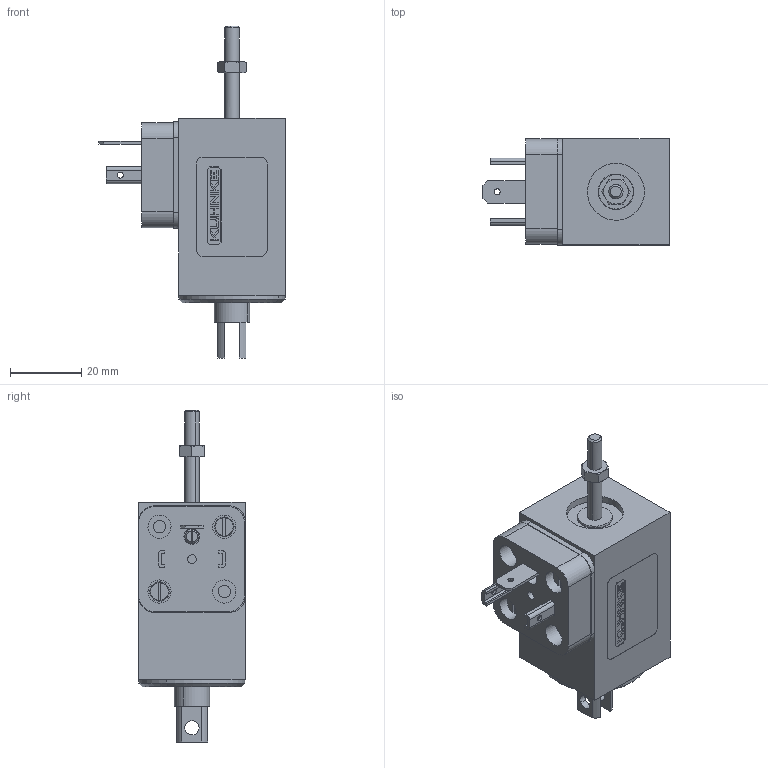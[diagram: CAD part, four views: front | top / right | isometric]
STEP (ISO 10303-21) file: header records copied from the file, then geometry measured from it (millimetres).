
FILE_DESCRIPTION(('CATIA V5 STEP Exchange','CAx-IF Rec.Pracs.--- Model Styling and Organization---1.4--- 2014-01-23'),'2;1');
FILE_NAME('V30N.stp','2018-06-05T12:16:40+00:00',('none'),('none'),'CATIA Version 5-6 Release 2016 SP3 HF42','CATIA V5 STEP AP214','none');
FILE_SCHEMA(('AUTOMOTIVE_DESIGN { 1 0 10303 214 1 1 1 1 }'));
Length unit declared in the file: millimetre
Products named in the file (1): Part21
Bounding box: 52.42 x 30.05 x 93.5 mm (x, y, z)
Volume: 54741 mm3; surface area: 12820.9 mm2
Topology: 1 solids, 7 shells, 362 faces, 892 edges, 586 vertices
Faces by surface type: plane 198, cylinder 128, cone 24, torus 12
Entity records: 10177 total; most frequent: CARTESIAN_POINT 2130, ORIENTED_EDGE 1784, DIRECTION 1316, EDGE_CURVE 892, VERTEX_POINT 586, VECTOR 548, LINE 548, AXIS2_PLACEMENT_3D 529
